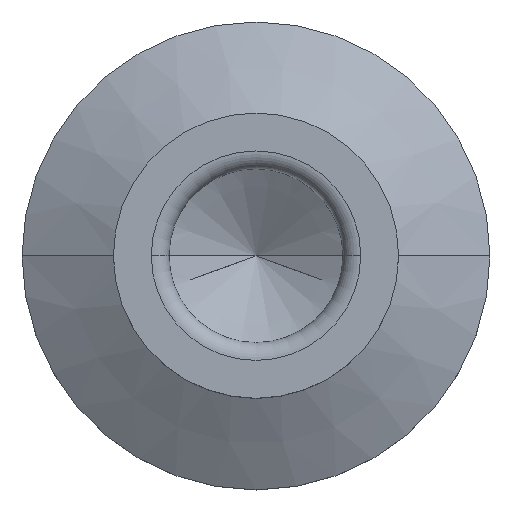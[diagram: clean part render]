
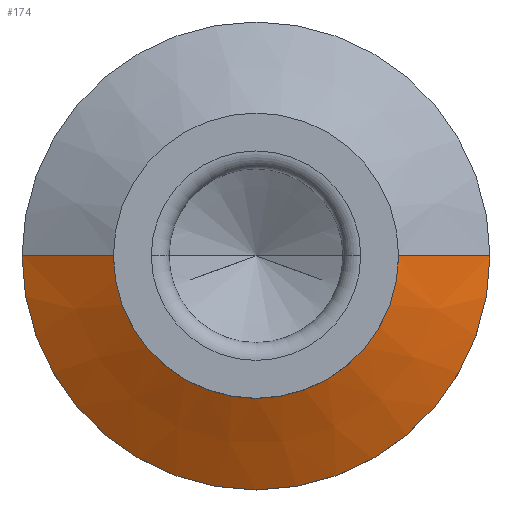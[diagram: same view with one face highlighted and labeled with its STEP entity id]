
A CAD part, top view. The second image highlights one B-rep face of the part: STEP entity #174.
In plain terms, the highlighted conical face has half-angle 60.709 degrees and reference radius 8.45 mm.
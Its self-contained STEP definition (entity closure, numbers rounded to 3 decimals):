
#102=EDGE_CURVE('',#234,#122,#264,.T.);
#116=EDGE_CURVE('',#204,#198,#281,.T.);
#122=VERTEX_POINT('',#287);
#174=ADVANCED_FACE('',(#349),#350,.T.);
#184=EDGE_CURVE('',#198,#122,#360,.T.);
#198=VERTEX_POINT('',#375);
#204=VERTEX_POINT('',#381);
#226=EDGE_CURVE('',#234,#204,#403,.T.);
#234=VERTEX_POINT('',#412);
#264=CIRCLE('',#435,10.5);
#281=CIRCLE('',#454,6.4);
#287=CARTESIAN_POINT('',(-10.5,0.,-0.3));
#349=FACE_OUTER_BOUND('',#539,.T.);
#350=CONICAL_SURFACE('',#540,8.45,1.06);
#360=LINE('',#555,#556);
#375=CARTESIAN_POINT('',(-6.4,0.,2.));
#381=CARTESIAN_POINT('',(6.4,0.,2.));
#403=LINE('',#613,#614);
#412=CARTESIAN_POINT('',(10.5,0.,-0.3));
#435=AXIS2_PLACEMENT_3D('',#650,#651,#652);
#454=AXIS2_PLACEMENT_3D('',#680,#681,#682);
#539=EDGE_LOOP('',(#785,#786,#787,#788));
#540=AXIS2_PLACEMENT_3D('',#789,#790,#791);
#555=CARTESIAN_POINT('',(-8.45,0.,0.85));
#556=VECTOR('',#799,1.0);
#613=CARTESIAN_POINT('',(8.45,0.,0.85));
#614=VECTOR('',#831,1.0);
#650=CARTESIAN_POINT('',(0.0,0.,-0.3));
#651=DIRECTION('',(-0.0,0.0,-1.0));
#652=DIRECTION('',(-1.0,0.,0.0));
#680=CARTESIAN_POINT('',(0.0,0.,2.));
#681=DIRECTION('',(-0.0,0.0,-1.0));
#682=DIRECTION('',(-1.0,0.,0.0));
#785=ORIENTED_EDGE('',*,*,#184,.T.);
#786=ORIENTED_EDGE('',*,*,#102,.F.);
#787=ORIENTED_EDGE('',*,*,#226,.T.);
#788=ORIENTED_EDGE('',*,*,#116,.T.);
#789=CARTESIAN_POINT('',(0.0,0.,0.85));
#790=DIRECTION('',(-0.0,-0.0,-1.0));
#791=DIRECTION('',(-1.0,0.,0.0));
#799=DIRECTION('',(-0.872,0.,-0.489));
#831=DIRECTION('',(-0.872,0.,0.489));
